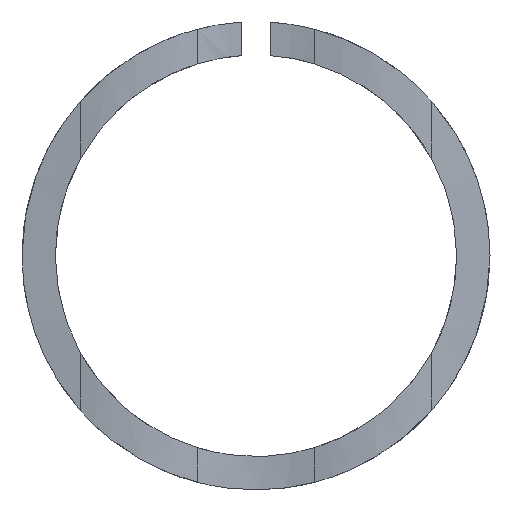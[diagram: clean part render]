
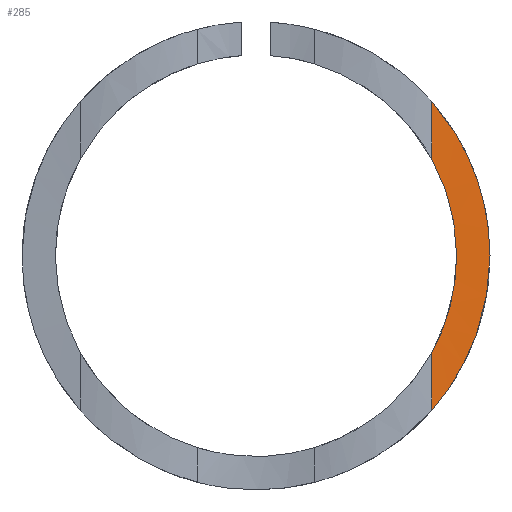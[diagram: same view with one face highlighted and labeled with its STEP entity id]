
A CAD part, front view. The second image highlights one B-rep face of the part: STEP entity #285.
In plain terms, the highlighted cylindrical face has radius 183.756 mm (diameter 367.513 mm), a partial arc.
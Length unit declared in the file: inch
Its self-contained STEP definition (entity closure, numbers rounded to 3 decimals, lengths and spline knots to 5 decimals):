
#181 = VERTEX_POINT( '', #481 );
#261 = EDGE_CURVE( '', #279, #271, #569, .T. );
#271 = VERTEX_POINT( '', #581 );
#279 = VERTEX_POINT( '', #589 );
#285 = ADVANCED_FACE( '', ( #596 ), #597, .F. );
#303 = EDGE_CURVE( '', #319, #279, #617, .T. );
#319 = VERTEX_POINT( '', #635 );
#333 = EDGE_CURVE( '', #271, #181, #650, .T. );
#351 = VERTEX_POINT( '', #669 );
#363 = EDGE_CURVE( '', #351, #181, #681, .T. );
#393 = EDGE_CURVE( '', #319, #351, #712, .T. );
#481 = CARTESIAN_POINT( '', ( 0.9375, -0.01545, -0.82301 ) );
#569 = B_SPLINE_CURVE_WITH_KNOTS( '', 3, ( #1015, #1016, #1017, #1018, #1019, #1020, #1021, #1022, #1023, #1024 ), .UNSPECIFIED., .F., .F., ( 4, 2, 2, 2, 4 ), ( 2.77992, 2.89152, 3.29358, 3.69564, 3.80725 ), .UNSPECIFIED. );
#581 = CARTESIAN_POINT( '', ( 0.9375, -0.01545, -0.51471 ) );
#589 = CARTESIAN_POINT( '', ( 0.9375, -0.01545, 0.51471 ) );
#596 = FACE_OUTER_BOUND( '', #1079, .T. );
#597 = CYLINDRICAL_SURFACE( '', #1080, 7.2345 );
#617 = LINE( '', #1135, #1136 );
#635 = CARTESIAN_POINT( '', ( 0.9375, -0.01545, 0.82301 ) );
#650 = LINE( '', #1206, #1207 );
#669 = CARTESIAN_POINT( '', ( 1.2475, 0.02225, 0. ) );
#681 = B_SPLINE_CURVE_WITH_KNOTS( '', 3, ( #1292, #1293, #1294, #1295, #1296, #1297, #1298, #1299, #1300, #1301 ), .UNSPECIFIED., .F., .F., ( 4, 2, 2, 2, 4 ), ( 2.98389, 3.37578, 3.84491, 4.31403, 4.70592 ), .UNSPECIFIED. );
#712 = B_SPLINE_CURVE_WITH_KNOTS( '', 3, ( #1368, #1369, #1370, #1371, #1372, #1373, #1374, #1375, #1376, #1377 ), .UNSPECIFIED., .F., .F., ( 4, 2, 2, 2, 4 ), ( 2.98389, 3.37578, 3.84491, 4.31403, 4.70592 ), .UNSPECIFIED. );
#1015 = CARTESIAN_POINT( '', ( 0.9375, -0.01545, 0.51471 ) );
#1016 = CARTESIAN_POINT( '', ( 0.95639, -0.01274, 0.4803 ) );
#1017 = CARTESIAN_POINT( '', ( 0.97347, -0.01036, 0.44469 ) );
#1018 = CARTESIAN_POINT( '', ( 1.04275, -0.00092, 0.27692 ) );
#1019 = CARTESIAN_POINT( '', ( 1.0695, 0.00226, 0.13402 ) );
#1020 = CARTESIAN_POINT( '', ( 1.0695, 0.00226, -0.13402 ) );
#1021 = CARTESIAN_POINT( '', ( 1.04275, -0.00092, -0.27692 ) );
#1022 = CARTESIAN_POINT( '', ( 0.97347, -0.01036, -0.44469 ) );
#1023 = CARTESIAN_POINT( '', ( 0.95639, -0.01274, -0.4803 ) );
#1024 = CARTESIAN_POINT( '', ( 0.9375, -0.01545, -0.51471 ) );
#1079 = EDGE_LOOP( '', ( #1672, #1673, #1674, #1675, #1676 ) );
#1080 = AXIS2_PLACEMENT_3D( '', #1677, #1678, #1679 );
#1135 = CARTESIAN_POINT( '', ( 0.9375, -0.01545, 2.5 ) );
#1136 = VECTOR( '', #1699, 1. );
#1206 = CARTESIAN_POINT( '', ( 0.9375, -0.01545, 2.5 ) );
#1207 = VECTOR( '', #1735, 1. );
#1292 = CARTESIAN_POINT( '', ( 0.9375, -0.01545, 0.82301 ) );
#1293 = CARTESIAN_POINT( '', ( 1.025, -0.00289, 0.72334 ) );
#1294 = CARTESIAN_POINT( '', ( 1.10004, 0.00621, 0.60446 ) );
#1295 = CARTESIAN_POINT( '', ( 1.21628, 0.01935, 0.32314 ) );
#1296 = CARTESIAN_POINT( '', ( 1.2475, 0.02225, 0.15638 ) );
#1297 = CARTESIAN_POINT( '', ( 1.2475, 0.02225, -0.15638 ) );
#1298 = CARTESIAN_POINT( '', ( 1.21628, 0.01935, -0.32314 ) );
#1299 = CARTESIAN_POINT( '', ( 1.10004, 0.00621, -0.60446 ) );
#1300 = CARTESIAN_POINT( '', ( 1.025, -0.00289, -0.72334 ) );
#1301 = CARTESIAN_POINT( '', ( 0.9375, -0.01545, -0.82301 ) );
#1368 = CARTESIAN_POINT( '', ( 0.9375, -0.01545, 0.82301 ) );
#1369 = CARTESIAN_POINT( '', ( 1.025, -0.00289, 0.72334 ) );
#1370 = CARTESIAN_POINT( '', ( 1.10004, 0.00621, 0.60446 ) );
#1371 = CARTESIAN_POINT( '', ( 1.21628, 0.01935, 0.32314 ) );
#1372 = CARTESIAN_POINT( '', ( 1.2475, 0.02225, 0.15638 ) );
#1373 = CARTESIAN_POINT( '', ( 1.2475, 0.02225, -0.15638 ) );
#1374 = CARTESIAN_POINT( '', ( 1.21628, 0.01935, -0.32314 ) );
#1375 = CARTESIAN_POINT( '', ( 1.10004, 0.00621, -0.60446 ) );
#1376 = CARTESIAN_POINT( '', ( 1.025, -0.00289, -0.72334 ) );
#1377 = CARTESIAN_POINT( '', ( 0.9375, -0.01545, -0.82301 ) );
#1672 = ORIENTED_EDGE( '', *, *, #261, .T. );
#1673 = ORIENTED_EDGE( '', *, *, #333, .T. );
#1674 = ORIENTED_EDGE( '', *, *, #363, .F. );
#1675 = ORIENTED_EDGE( '', *, *, #393, .F. );
#1676 = ORIENTED_EDGE( '', *, *, #303, .T. );
#1677 = CARTESIAN_POINT( '', ( 1.96569, -7.17651, 2.5 ) );
#1678 = DIRECTION( '', ( 0., 0., 1. ) );
#1679 = DIRECTION( '', ( -0.064, 0.998, 0. ) );
#1699 = DIRECTION( '', ( 0., 0., -1. ) );
#1735 = DIRECTION( '', ( 0., 0., -1. ) );
